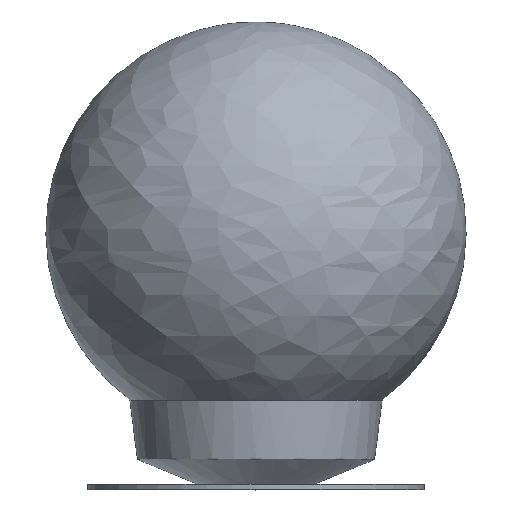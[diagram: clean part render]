
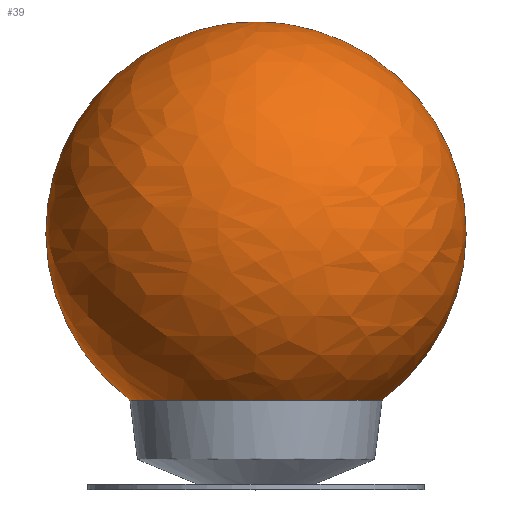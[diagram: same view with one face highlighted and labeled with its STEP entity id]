
A CAD part, top view. The second image highlights one B-rep face of the part: STEP entity #39.
In plain terms, the highlighted free-form (B-spline) face has degree [2, 2] with [5, 5] control points.
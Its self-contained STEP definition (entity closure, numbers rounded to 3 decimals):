
#39=ADVANCED_FACE('',(#51),#165,.T.);
#51=FACE_OUTER_BOUND('',#63,.T.);
#63=EDGE_LOOP('',(#101,#102,#103));
#101=ORIENTED_EDGE('',*,*,#125,.T.);
#102=ORIENTED_EDGE('',*,*,#123,.T.);
#103=ORIENTED_EDGE('',*,*,#124,.F.);
#123=EDGE_CURVE('',#153,#154,#139,.T.);
#124=EDGE_CURVE('',#155,#154,#140,.T.);
#125=EDGE_CURVE('',#155,#153,#141,.T.);
#139=(
BOUNDED_CURVE()
B_SPLINE_CURVE(2,(#550,#551,#552,#553,#554),.UNSPECIFIED.,.F.,.F.)
B_SPLINE_CURVE_WITH_KNOTS((3,2,3),(0.,156.269,312.539),
 .UNSPECIFIED.)
CURVE()
GEOMETRIC_REPRESENTATION_ITEM()
RATIONAL_B_SPLINE_CURVE((1.,0.811,1.,0.811,1.))
REPRESENTATION_ITEM('')
);
#140=(
BOUNDED_CURVE()
B_SPLINE_CURVE(2,(#555,#556,#557,#558,#559),.UNSPECIFIED.,.F.,.F.)
B_SPLINE_CURVE_WITH_KNOTS((3,2,3),(0.,156.269,312.539),
 .UNSPECIFIED.)
CURVE()
GEOMETRIC_REPRESENTATION_ITEM()
RATIONAL_B_SPLINE_CURVE((1.,0.811,1.,0.811,1.))
REPRESENTATION_ITEM('')
);
#141=(
BOUNDED_CURVE()
B_SPLINE_CURVE(2,(#560,#561,#562,#563,#564),.UNSPECIFIED.,.F.,.F.)
B_SPLINE_CURVE_WITH_KNOTS((3,2,3),(392.649,588.974,785.299),
 .UNSPECIFIED.)
CURVE()
GEOMETRIC_REPRESENTATION_ITEM()
RATIONAL_B_SPLINE_CURVE((1.,0.707,1.,0.707,1.))
REPRESENTATION_ITEM('')
);
#153=VERTEX_POINT('',#542);
#154=VERTEX_POINT('',#543);
#155=VERTEX_POINT('',#544);
#165=(
BOUNDED_SURFACE()
B_SPLINE_SURFACE(2,2,((#517,#518,#519,#520,#521),(#522,#523,#524,#525,#526),
(#527,#528,#529,#530,#531),(#532,#533,#534,#535,#536),(#537,#538,#539,#540,
#541)),.UNSPECIFIED.,.F.,.F.,.F.)
B_SPLINE_SURFACE_WITH_KNOTS((3,2,3),(3,2,3),(392.649,588.974,
785.299),(0.,156.269,312.539),.UNSPECIFIED.)
GEOMETRIC_REPRESENTATION_ITEM()
RATIONAL_B_SPLINE_SURFACE(((1.,0.811,1.,0.811,1.),
(0.707,0.573,0.707,0.573,
0.707),(1.,0.811,1.,0.811,1.),(0.707,
0.573,0.707,0.573,0.707),
(1.,0.811,1.,0.811,1.)))
REPRESENTATION_ITEM('')
SURFACE()
);
#517=CARTESIAN_POINT('',(-3047.33,2777.007,0.));
#518=CARTESIAN_POINT('',(-3119.61,2830.967,0.));
#519=CARTESIAN_POINT('',(-3091.182,2916.57,0.));
#520=CARTESIAN_POINT('',(-3062.753,3002.173,0.));
#521=CARTESIAN_POINT('',(-2972.552,3002.173,0.));
#522=CARTESIAN_POINT('',(-3047.33,2777.007,74.778));
#523=CARTESIAN_POINT('',(-3119.61,2830.967,147.058));
#524=CARTESIAN_POINT('',(-3091.182,2916.57,118.629));
#525=CARTESIAN_POINT('',(-3062.753,3002.173,90.2));
#526=CARTESIAN_POINT('',(-2972.552,3002.173,0.));
#527=CARTESIAN_POINT('',(-2972.552,2777.007,74.778));
#528=CARTESIAN_POINT('',(-2972.552,2830.967,147.058));
#529=CARTESIAN_POINT('',(-2972.552,2916.57,118.629));
#530=CARTESIAN_POINT('',(-2972.552,3002.173,90.2));
#531=CARTESIAN_POINT('',(-2972.552,3002.173,0.));
#532=CARTESIAN_POINT('',(-2897.774,2777.007,74.778));
#533=CARTESIAN_POINT('',(-2825.494,2830.967,147.058));
#534=CARTESIAN_POINT('',(-2853.923,2916.57,118.629));
#535=CARTESIAN_POINT('',(-2882.352,3002.173,90.2));
#536=CARTESIAN_POINT('',(-2972.552,3002.173,0.));
#537=CARTESIAN_POINT('',(-2897.774,2777.007,0.));
#538=CARTESIAN_POINT('',(-2825.494,2830.967,0.));
#539=CARTESIAN_POINT('',(-2853.923,2916.57,0.));
#540=CARTESIAN_POINT('',(-2882.352,3002.173,0.));
#541=CARTESIAN_POINT('',(-2972.552,3002.173,0.));
#542=CARTESIAN_POINT('',(-2897.774,2777.007,0.));
#543=CARTESIAN_POINT('',(-2972.552,3002.173,0.));
#544=CARTESIAN_POINT('',(-3047.33,2777.007,0.));
#550=CARTESIAN_POINT('',(-2897.774,2777.007,0.));
#551=CARTESIAN_POINT('',(-2825.494,2830.967,0.));
#552=CARTESIAN_POINT('',(-2853.923,2916.57,0.));
#553=CARTESIAN_POINT('',(-2882.352,3002.173,0.));
#554=CARTESIAN_POINT('',(-2972.552,3002.173,0.));
#555=CARTESIAN_POINT('',(-3047.33,2777.007,0.));
#556=CARTESIAN_POINT('',(-3119.61,2830.967,0.));
#557=CARTESIAN_POINT('',(-3091.182,2916.57,0.));
#558=CARTESIAN_POINT('',(-3062.753,3002.173,0.));
#559=CARTESIAN_POINT('',(-2972.552,3002.173,0.));
#560=CARTESIAN_POINT('',(-3047.33,2777.007,0.));
#561=CARTESIAN_POINT('',(-3047.33,2777.007,74.778));
#562=CARTESIAN_POINT('',(-2972.552,2777.007,74.778));
#563=CARTESIAN_POINT('',(-2897.774,2777.007,74.778));
#564=CARTESIAN_POINT('',(-2897.774,2777.007,0.));
